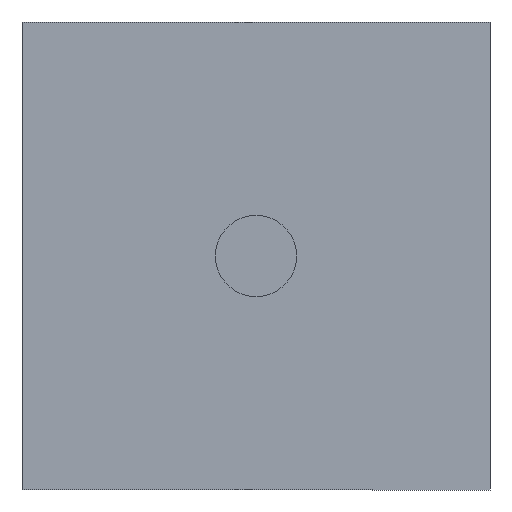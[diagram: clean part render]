
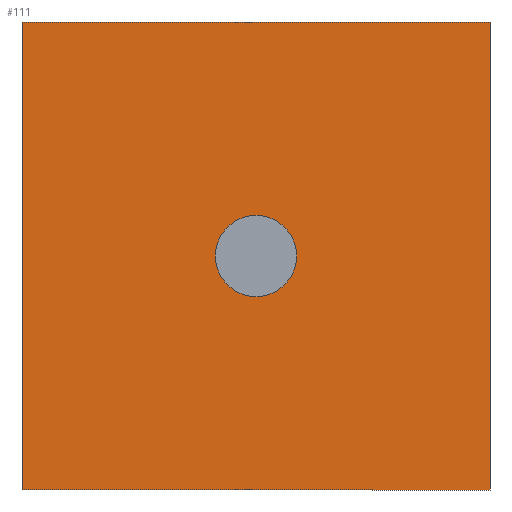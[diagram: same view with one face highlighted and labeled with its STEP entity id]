
A CAD part, front view. The second image highlights one B-rep face of the part: STEP entity #111.
In plain terms, the highlighted planar face has unit normal (0, -1, 0).
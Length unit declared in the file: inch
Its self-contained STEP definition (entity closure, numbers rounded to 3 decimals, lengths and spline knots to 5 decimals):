
#1 = EDGE_LOOP ( 'NONE', ( #156, #12 ) ) ;
#6 = CIRCLE ( 'NONE', #187, 0.078 ) ;
#8 = ORIENTED_EDGE ( 'NONE', *, *, #97, .F. ) ;
#12 = ORIENTED_EDGE ( 'NONE', *, *, #48, .T. ) ;
#16 = PLANE ( 'NONE',  #259 ) ;
#18 = CARTESIAN_POINT ( 'NONE',  ( -0.45, 0., 0.45 ) ) ;
#33 = EDGE_LOOP ( 'NONE', ( #8, #38, #245, #90 ) ) ;
#38 = ORIENTED_EDGE ( 'NONE', *, *, #256, .F. ) ;
#39 = CARTESIAN_POINT ( 'NONE',  ( 0.45, 0., -0.45 ) ) ;
#43 = VERTEX_POINT ( 'NONE', #216 ) ;
#46 = VERTEX_POINT ( 'NONE', #286 ) ;
#48 = EDGE_CURVE ( 'NONE', #295, #102, #244, .T. ) ;
#49 = FACE_BOUND ( 'NONE', #1, .T. ) ;
#50 = CARTESIAN_POINT ( 'NONE',  ( 0., 0., 0.078 ) ) ;
#54 = EDGE_CURVE ( 'NONE', #238, #43, #250, .T. ) ;
#68 = CARTESIAN_POINT ( 'NONE',  ( 0., 0., -0.078 ) ) ;
#69 = CARTESIAN_POINT ( 'NONE',  ( -0.45, 0., 0.45 ) ) ;
#73 = VECTOR ( 'NONE', #158, 39.37008 ) ;
#90 = ORIENTED_EDGE ( 'NONE', *, *, #54, .F. ) ;
#97 = EDGE_CURVE ( 'NONE', #46, #238, #270, .T. ) ;
#102 = VERTEX_POINT ( 'NONE', #68 ) ;
#104 = AXIS2_PLACEMENT_3D ( 'NONE', #292, #319, #294 ) ;
#111 = ADVANCED_FACE ( 'NONE', ( #120, #49 ), #16, .F. ) ;
#113 = VECTOR ( 'NONE', #194, 39.37008 ) ;
#118 = EDGE_CURVE ( 'NONE', #102, #295, #6, .T. ) ;
#120 = FACE_OUTER_BOUND ( 'NONE', #33, .T. ) ;
#127 = VECTOR ( 'NONE', #287, 39.37008 ) ;
#135 = CARTESIAN_POINT ( 'NONE',  ( 0.45, 0., 0.45 ) ) ;
#142 = CARTESIAN_POINT ( 'NONE',  ( 0., 0., 0. ) ) ;
#145 = CARTESIAN_POINT ( 'NONE',  ( 0.45, 0., 0.45 ) ) ;
#156 = ORIENTED_EDGE ( 'NONE', *, *, #118, .T. ) ;
#158 = DIRECTION ( 'NONE',  ( -1., 0., 0. ) ) ;
#166 = DIRECTION ( 'NONE',  ( 0., 1., 0. ) ) ;
#167 = DIRECTION ( 'NONE',  ( 0., 0., 1. ) ) ;
#173 = LINE ( 'NONE', #229, #73 ) ;
#176 = VECTOR ( 'NONE', #181, 39.37008 ) ;
#181 = DIRECTION ( 'NONE',  ( 0., 0., -1. ) ) ;
#186 = VERTEX_POINT ( 'NONE', #39 ) ;
#187 = AXIS2_PLACEMENT_3D ( 'NONE', #210, #313, #190 ) ;
#190 = DIRECTION ( 'NONE',  ( 0., 0., 1. ) ) ;
#194 = DIRECTION ( 'NONE',  ( 1., 0., 0. ) ) ;
#210 = CARTESIAN_POINT ( 'NONE',  ( 0., 0., 0. ) ) ;
#216 = CARTESIAN_POINT ( 'NONE',  ( 0.45, 0., 0.45 ) ) ;
#229 = CARTESIAN_POINT ( 'NONE',  ( 0.45, 0., -0.45 ) ) ;
#238 = VERTEX_POINT ( 'NONE', #69 ) ;
#239 = EDGE_CURVE ( 'NONE', #43, #186, #261, .T. ) ;
#244 = CIRCLE ( 'NONE', #104, 0.078 ) ;
#245 = ORIENTED_EDGE ( 'NONE', *, *, #239, .F. ) ;
#250 = LINE ( 'NONE', #145, #113 ) ;
#256 = EDGE_CURVE ( 'NONE', #186, #46, #173, .T. ) ;
#259 = AXIS2_PLACEMENT_3D ( 'NONE', #142, #166, #167 ) ;
#261 = LINE ( 'NONE', #135, #176 ) ;
#270 = LINE ( 'NONE', #18, #127 ) ;
#286 = CARTESIAN_POINT ( 'NONE',  ( -0.45, 0., -0.45 ) ) ;
#287 = DIRECTION ( 'NONE',  ( 0., 0., 1. ) ) ;
#292 = CARTESIAN_POINT ( 'NONE',  ( 0., 0., 0. ) ) ;
#294 = DIRECTION ( 'NONE',  ( 0., 0., 1. ) ) ;
#295 = VERTEX_POINT ( 'NONE', #50 ) ;
#313 = DIRECTION ( 'NONE',  ( 0., 1., 0. ) ) ;
#319 = DIRECTION ( 'NONE',  ( 0., 1., 0. ) ) ;
